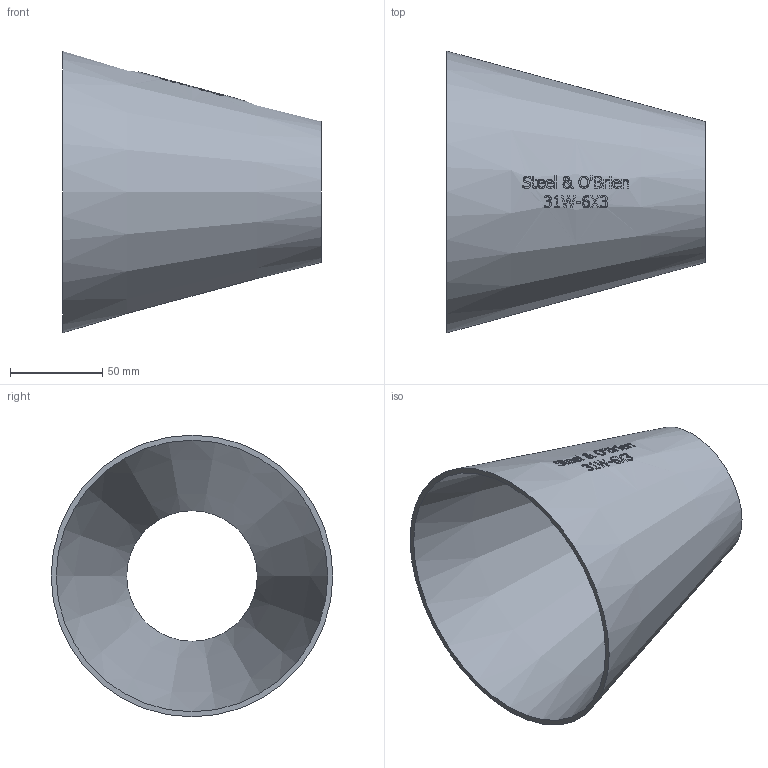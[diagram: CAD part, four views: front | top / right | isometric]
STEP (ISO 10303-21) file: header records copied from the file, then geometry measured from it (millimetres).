
FILE_DESCRIPTION(/* description */ (''),/* implementation_level */ '2;1');
FILE_NAME(/* name */ '31W-6X3.stp',/* time_stamp */ '2019-07-26T16:12:43-04:00',/* author */ ('rick'),/* organization */ (''),/* preprocessor_version */ 'ST-DEVELOPER v15.2',/* originating_system */ 'Autodesk Inventor 2014',/* authorisation */ '');
FILE_SCHEMA (('AUTOMOTIVE_DESIGN { 1 0 10303 214 3 1 1 }'));
Length unit declared in the file: inch
Products named in the file (1): 31W-6X3
Bounding box: 139.7 x 152.4 x 152.4 mm (x, y, z)
Volume: 135495.2 mm3; surface area: 103482.4 mm2
Topology: 1 solids, 1 shells, 348 faces, 948 edges, 632 vertices
Faces by surface type: bspline 177, plane 139, cone 32
Entity records: 14078 total; most frequent: CARTESIAN_POINT 6354, ORIENTED_EDGE 1892, DIRECTION 1066, EDGE_CURVE 946, VERTEX_POINT 632, LINE 422, VECTOR 422, EDGE_LOOP 382
